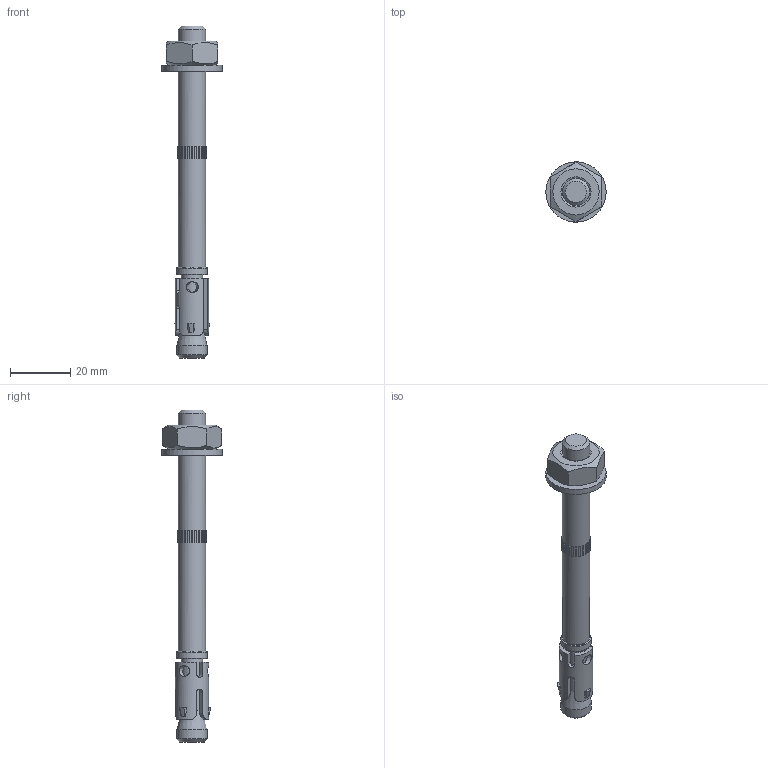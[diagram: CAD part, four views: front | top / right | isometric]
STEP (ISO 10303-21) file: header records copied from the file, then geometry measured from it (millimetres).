
FILE_DESCRIPTION((''),'2;1');
FILE_NAME('116700.stp','2010-09-13T09:29:46',('DMK009'),(''),'Autodesk Inventor 2010','Autodesk Inventor 2010','');
FILE_SCHEMA(('AUTOMOTIVE_DESIGN { 1 0 10303 214 1 1 1 1 }'));
Length unit declared in the file: millimetre
Products named in the file (1): 116700
Bounding box: 19.97 x 19.97 x 110 mm (x, y, z)
Volume: 9149.9 mm3; surface area: 5357.6 mm2
Topology: 1 solids, 1 shells, 213 faces, 535 edges, 354 vertices
Faces by surface type: plane 169, cylinder 21, bspline 11, cone 10, torus 2
Full cylindrical faces by diameter (mm): 7 x1, 9 x2, 10 x2, 20 x1
Entity records: 7027 total; most frequent: CARTESIAN_POINT 2072, ORIENTED_EDGE 1018, DIRECTION 940, EDGE_CURVE 509, VERTEX_POINT 346, VECTOR 320, LINE 320, AXIS2_PLACEMENT_3D 310
